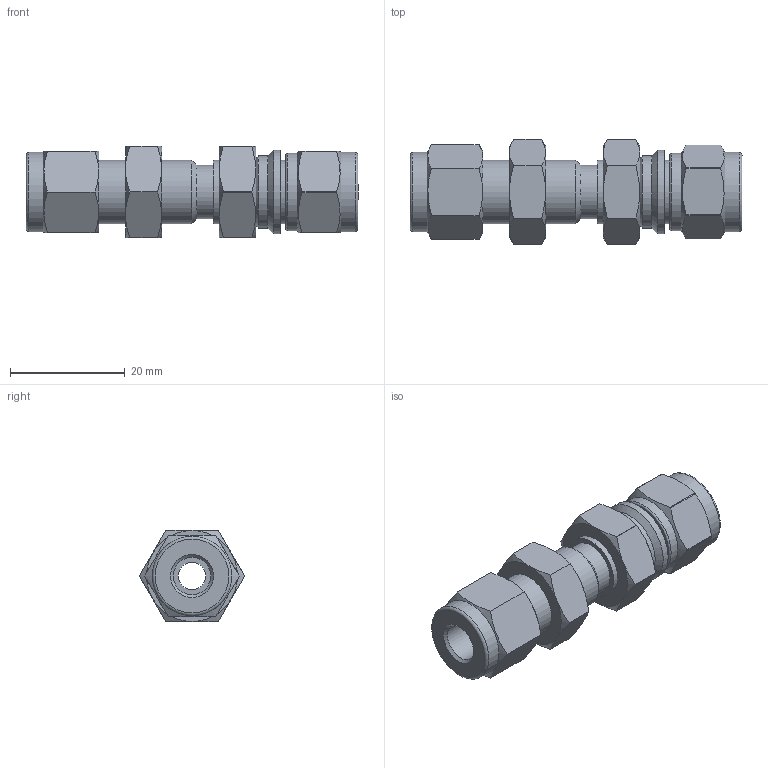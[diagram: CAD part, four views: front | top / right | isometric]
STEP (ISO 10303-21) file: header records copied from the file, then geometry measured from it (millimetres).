
FILE_DESCRIPTION(/* description */ (''),/* implementation_level */ '2;1');
FILE_NAME(/* name */ 'SBHUI-4.stp',/* time_stamp */ '2022-04-22T15:55:54+09:00',/* author */ ('user'),/* organization */ (''),/* preprocessor_version */ 'ST-DEVELOPER v18.1',/* originating_system */ 'Autodesk Inventor 2022',/* authorisation */ '');
FILE_SCHEMA (('AUTOMOTIVE_DESIGN { 1 0 10303 214 3 1 1 }'));
Length unit declared in the file: millimetre
Products named in the file (1): SBHUI-4
Bounding box: 57.98 x 18.36 x 15.9 mm (x, y, z)
Volume: 7384.8 mm3; surface area: 4919 mm2
Topology: 1 solids, 1 shells, 95 faces, 214 edges, 134 vertices
Faces by surface type: plane 39, cylinder 27, cone 26, torus 3
Full cylindrical faces by diameter (mm): 4.826 x1, 6.55 x2, 9.3 x2, 10.1 x1, 11.1 x1, 11.112 x1, 11.113 x2, 12.6 x1, 13.6 x1, 13.9 x2, 14.6 x1
Entity records: 2634 total; most frequent: CARTESIAN_POINT 564, DIRECTION 435, ORIENTED_EDGE 428, EDGE_CURVE 214, AXIS2_PLACEMENT_3D 185, VERTEX_POINT 134, EDGE_LOOP 110, FACE_OUTER_BOUND 95
